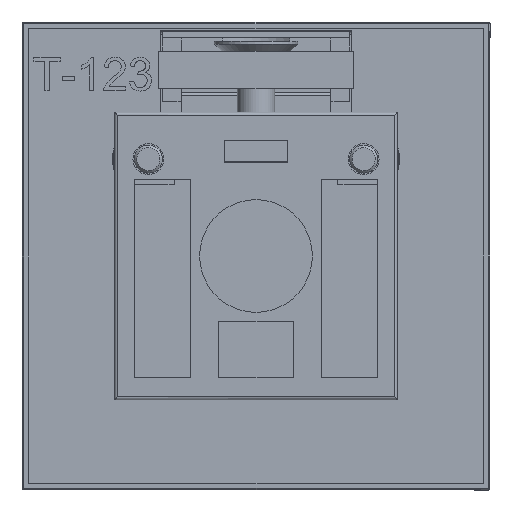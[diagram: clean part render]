
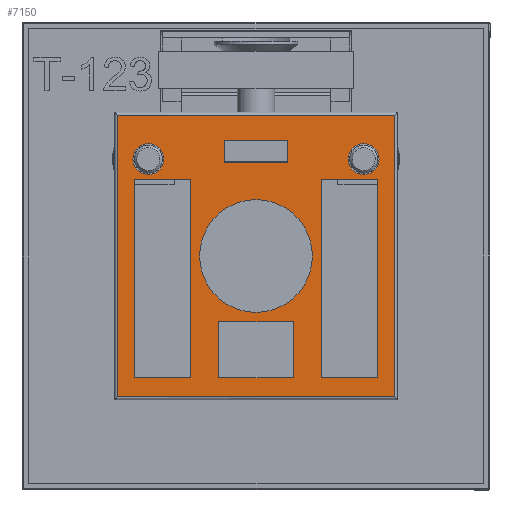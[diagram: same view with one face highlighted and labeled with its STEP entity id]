
A CAD part, front view. The second image highlights one B-rep face of the part: STEP entity #7150.
In plain terms, the highlighted planar face has unit normal (0, -1, 0).
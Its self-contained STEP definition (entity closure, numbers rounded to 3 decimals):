
#59=CIRCLE('',#7397,6.025);
#97=CIRCLE('',#7505,1.65);
#98=CIRCLE('',#7506,1.65);
#903=ORIENTED_EDGE('',*,*,#2050,.F.);
#904=ORIENTED_EDGE('',*,*,#2051,.F.);
#905=ORIENTED_EDGE('',*,*,#2052,.F.);
#906=ORIENTED_EDGE('',*,*,#2053,.F.);
#907=ORIENTED_EDGE('',*,*,#2025,.T.);
#908=ORIENTED_EDGE('',*,*,#2023,.T.);
#909=ORIENTED_EDGE('',*,*,#2021,.T.);
#910=ORIENTED_EDGE('',*,*,#1837,.T.);
#911=ORIENTED_EDGE('',*,*,#2054,.F.);
#912=ORIENTED_EDGE('',*,*,#2055,.F.);
#913=ORIENTED_EDGE('',*,*,#2035,.F.);
#914=ORIENTED_EDGE('',*,*,#2039,.F.);
#915=ORIENTED_EDGE('',*,*,#1835,.F.);
#916=ORIENTED_EDGE('',*,*,#1833,.F.);
#917=ORIENTED_EDGE('',*,*,#1831,.F.);
#918=ORIENTED_EDGE('',*,*,#1828,.F.);
#919=ORIENTED_EDGE('',*,*,#1827,.T.);
#920=ORIENTED_EDGE('',*,*,#2056,.T.);
#921=ORIENTED_EDGE('',*,*,#2026,.T.);
#922=ORIENTED_EDGE('',*,*,#2033,.T.);
#923=ORIENTED_EDGE('',*,*,#2057,.T.);
#924=ORIENTED_EDGE('',*,*,#2058,.T.);
#925=ORIENTED_EDGE('',*,*,#2059,.T.);
#1827=EDGE_CURVE('',#2494,#2494,#59,.F.);
#1828=EDGE_CURVE('',#2495,#2496,#2988,.T.);
#1831=EDGE_CURVE('',#2496,#2497,#2991,.T.);
#1833=EDGE_CURVE('',#2497,#2498,#2993,.T.);
#1835=EDGE_CURVE('',#2498,#2495,#2995,.T.);
#1837=EDGE_CURVE('',#2501,#2499,#2996,.T.);
#2021=EDGE_CURVE('',#2625,#2501,#3143,.T.);
#2023=EDGE_CURVE('',#2626,#2625,#3144,.F.);
#2025=EDGE_CURVE('',#2499,#2626,#3145,.F.);
#2026=EDGE_CURVE('',#2627,#2628,#3146,.T.);
#2033=EDGE_CURVE('',#2628,#2634,#3153,.T.);
#2035=EDGE_CURVE('',#2635,#2636,#3155,.T.);
#2039=EDGE_CURVE('',#2639,#2635,#3159,.T.);
#2050=EDGE_CURVE('',#2649,#2647,#3169,.T.);
#2051=EDGE_CURVE('',#2650,#2649,#3170,.T.);
#2052=EDGE_CURVE('',#2651,#2650,#3171,.T.);
#2053=EDGE_CURVE('',#2647,#2651,#3172,.T.);
#2054=EDGE_CURVE('',#2652,#2639,#3173,.T.);
#2055=EDGE_CURVE('',#2636,#2652,#3174,.T.);
#2056=EDGE_CURVE('',#2653,#2627,#3175,.T.);
#2057=EDGE_CURVE('',#2634,#2653,#3176,.T.);
#2058=EDGE_CURVE('',#2654,#2654,#97,.F.);
#2059=EDGE_CURVE('',#2655,#2655,#98,.F.);
#2494=VERTEX_POINT('',#9851);
#2495=VERTEX_POINT('',#9854);
#2496=VERTEX_POINT('',#9855);
#2497=VERTEX_POINT('',#9860);
#2498=VERTEX_POINT('',#9864);
#2499=VERTEX_POINT('',#9870);
#2501=VERTEX_POINT('',#9873);
#2625=VERTEX_POINT('',#10232);
#2626=VERTEX_POINT('',#10236);
#2627=VERTEX_POINT('',#10242);
#2628=VERTEX_POINT('',#10243);
#2634=VERTEX_POINT('',#10256);
#2635=VERTEX_POINT('',#10261);
#2636=VERTEX_POINT('',#10262);
#2639=VERTEX_POINT('',#10270);
#2647=VERTEX_POINT('',#10289);
#2649=VERTEX_POINT('',#10293);
#2650=VERTEX_POINT('',#10297);
#2651=VERTEX_POINT('',#10299);
#2652=VERTEX_POINT('',#10302);
#2653=VERTEX_POINT('',#10305);
#2654=VERTEX_POINT('',#10308);
#2655=VERTEX_POINT('',#10310);
#2988=LINE('',#9853,#3561);
#2991=LINE('',#9859,#3564);
#2993=LINE('',#9863,#3566);
#2995=LINE('',#9867,#3568);
#2996=LINE('',#9872,#3569);
#3143=LINE('',#10231,#3716);
#3144=LINE('',#10235,#3717);
#3145=LINE('',#10239,#3718);
#3146=LINE('',#10241,#3719);
#3153=LINE('',#10257,#3726);
#3155=LINE('',#10260,#3728);
#3159=LINE('',#10269,#3732);
#3169=LINE('',#10294,#3742);
#3170=LINE('',#10296,#3743);
#3171=LINE('',#10298,#3744);
#3172=LINE('',#10300,#3745);
#3173=LINE('',#10301,#3746);
#3174=LINE('',#10303,#3747);
#3175=LINE('',#10304,#3748);
#3176=LINE('',#10306,#3749);
#3561=VECTOR('',#7994,1000.);
#3564=VECTOR('',#7999,1000.);
#3566=VECTOR('',#8003,1000.);
#3568=VECTOR('',#8007,1000.);
#3569=VECTOR('',#8012,1000.);
#3716=VECTOR('',#8335,1000.);
#3717=VECTOR('',#8340,1000.);
#3718=VECTOR('',#8345,1000.);
#3719=VECTOR('',#8348,1000.);
#3726=VECTOR('',#8357,1000.);
#3728=VECTOR('',#8361,1000.);
#3732=VECTOR('',#8367,1000.);
#3742=VECTOR('',#8385,1000.);
#3743=VECTOR('',#8388,1000.);
#3744=VECTOR('',#8389,1000.);
#3745=VECTOR('',#8390,1000.);
#3746=VECTOR('',#8391,1000.);
#3747=VECTOR('',#8392,1000.);
#3748=VECTOR('',#8393,1000.);
#3749=VECTOR('',#8394,1000.);
#4153=EDGE_LOOP('',(#903,#904,#905,#906));
#4154=EDGE_LOOP('',(#907,#908,#909,#910));
#4155=EDGE_LOOP('',(#911,#912,#913,#914));
#4156=EDGE_LOOP('',(#915,#916,#917,#918));
#4157=EDGE_LOOP('',(#919));
#4158=EDGE_LOOP('',(#920,#921,#922,#923));
#4159=EDGE_LOOP('',(#924));
#4160=EDGE_LOOP('',(#925));
#4524=FACE_BOUND('',#4153,.T.);
#4525=FACE_BOUND('',#4154,.T.);
#4526=FACE_BOUND('',#4155,.T.);
#4527=FACE_BOUND('',#4156,.T.);
#4528=FACE_BOUND('',#4157,.T.);
#4529=FACE_BOUND('',#4158,.T.);
#4530=FACE_BOUND('',#4159,.T.);
#4531=FACE_BOUND('',#4160,.T.);
#4843=PLANE('',#7504);
#7150=ADVANCED_FACE('',(#4524,#4525,#4526,#4527,#4528,#4529,#4530,#4531),
#4843,.T.);
#7397=AXIS2_PLACEMENT_3D('',#9850,#7990,#7991);
#7504=AXIS2_PLACEMENT_3D('',#10295,#8386,#8387);
#7505=AXIS2_PLACEMENT_3D('',#10307,#8395,#8396);
#7506=AXIS2_PLACEMENT_3D('',#10309,#8397,#8398);
#7990=DIRECTION('',(0.,-1.,0.));
#7991=DIRECTION('',(0.,0.,1.));
#7994=DIRECTION('',(-1.,0.,0.));
#7999=DIRECTION('',(0.,0.,-1.));
#8003=DIRECTION('',(1.,0.,0.));
#8007=DIRECTION('',(0.,0.,1.));
#8012=DIRECTION('',(-1.,0.,0.));
#8335=DIRECTION('',(0.,0.,1.));
#8340=DIRECTION('',(-1.,0.,0.));
#8345=DIRECTION('',(0.,0.,1.));
#8348=DIRECTION('',(-1.,0.,0.));
#8357=DIRECTION('',(0.,0.,1.));
#8361=DIRECTION('',(1.,0.,0.));
#8367=DIRECTION('',(0.,0.,-1.));
#8385=DIRECTION('',(1.,0.,0.));
#8386=DIRECTION('',(0.,-1.,0.));
#8387=DIRECTION('',(0.,0.,1.));
#8388=DIRECTION('',(0.,0.,-1.));
#8389=DIRECTION('',(-1.,0.,0.));
#8390=DIRECTION('',(0.,0.,1.));
#8391=DIRECTION('',(-1.,0.,0.));
#8392=DIRECTION('',(0.,0.,1.));
#8393=DIRECTION('',(0.,0.,-1.));
#8394=DIRECTION('',(1.,0.,0.));
#8395=DIRECTION('',(0.,-1.,0.));
#8396=DIRECTION('',(0.,0.,1.));
#8397=DIRECTION('',(0.,-1.,0.));
#8398=DIRECTION('',(0.,0.,1.));
#9850=CARTESIAN_POINT('',(0.,-10.,0.));
#9851=CARTESIAN_POINT('',(0.,-10.,6.025));
#9853=CARTESIAN_POINT('',(4.,-10.,-7.));
#9854=CARTESIAN_POINT('',(4.,-10.,-7.));
#9855=CARTESIAN_POINT('',(-4.,-10.,-7.));
#9859=CARTESIAN_POINT('',(-4.,-10.,-7.));
#9860=CARTESIAN_POINT('',(-4.,-10.,-13.));
#9863=CARTESIAN_POINT('',(-4.,-10.,-13.));
#9864=CARTESIAN_POINT('',(4.,-10.,-13.));
#9867=CARTESIAN_POINT('',(4.,-10.,-13.));
#9870=CARTESIAN_POINT('',(-14.8,-10.,15.05));
#9872=CARTESIAN_POINT('',(0.,-10.,15.05));
#9873=CARTESIAN_POINT('',(14.8,-10.,15.05));
#10231=CARTESIAN_POINT('',(14.8,-10.,15.));
#10232=CARTESIAN_POINT('',(14.8,-10.,-15.05));
#10235=CARTESIAN_POINT('',(15.,-10.,-15.05));
#10236=CARTESIAN_POINT('',(-14.8,-10.,-15.05));
#10239=CARTESIAN_POINT('',(-14.8,-10.,-15.));
#10241=CARTESIAN_POINT('',(-7.,-10.,-13.));
#10242=CARTESIAN_POINT('',(-7.,-10.,-13.));
#10243=CARTESIAN_POINT('',(-13.,-10.,-13.));
#10256=CARTESIAN_POINT('',(-13.,-10.,8.2));
#10257=CARTESIAN_POINT('',(-13.,-10.,-13.));
#10260=CARTESIAN_POINT('',(7.,-10.,-13.));
#10261=CARTESIAN_POINT('',(7.,-10.,-13.));
#10262=CARTESIAN_POINT('',(13.,-10.,-13.));
#10269=CARTESIAN_POINT('',(7.,-10.,3.));
#10270=CARTESIAN_POINT('',(7.,-10.,8.2));
#10289=CARTESIAN_POINT('',(3.4,-10.,10.005));
#10293=CARTESIAN_POINT('',(-3.4,-10.,10.005));
#10294=CARTESIAN_POINT('',(-3.5,-10.,10.005));
#10295=CARTESIAN_POINT('',(0.,-10.,0.));
#10296=CARTESIAN_POINT('',(-3.4,-10.,12.305));
#10297=CARTESIAN_POINT('',(-3.4,-10.,12.305));
#10298=CARTESIAN_POINT('',(3.5,-10.,12.305));
#10299=CARTESIAN_POINT('',(3.4,-10.,12.305));
#10300=CARTESIAN_POINT('',(3.4,-10.,10.105));
#10301=CARTESIAN_POINT('',(13.,-10.,8.2));
#10302=CARTESIAN_POINT('',(13.,-10.,8.2));
#10303=CARTESIAN_POINT('',(13.,-10.,-13.));
#10304=CARTESIAN_POINT('',(-7.,-10.,3.));
#10305=CARTESIAN_POINT('',(-7.,-10.,8.2));
#10306=CARTESIAN_POINT('',(-13.,-10.,8.2));
#10307=CARTESIAN_POINT('',(-11.5,-10.,10.353));
#10308=CARTESIAN_POINT('',(-11.5,-10.,12.003));
#10309=CARTESIAN_POINT('',(11.5,-10.,10.353));
#10310=CARTESIAN_POINT('',(11.5,-10.,12.003));
